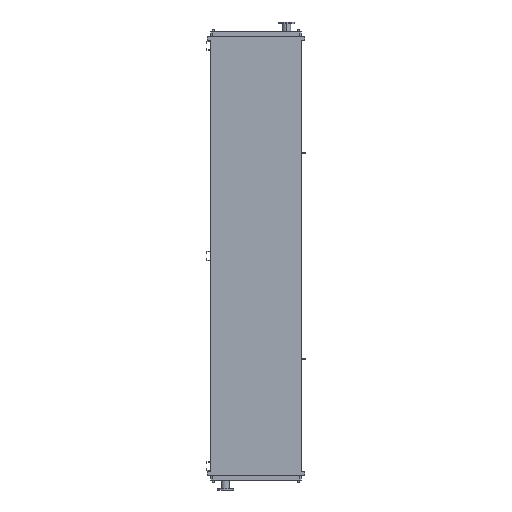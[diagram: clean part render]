
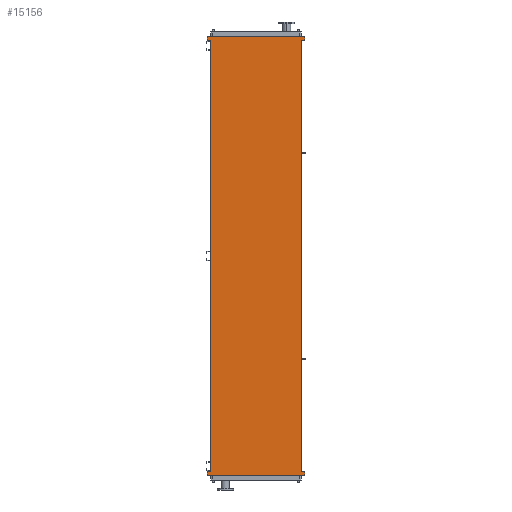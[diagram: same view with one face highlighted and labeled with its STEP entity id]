
A CAD part, front view. The second image highlights one B-rep face of the part: STEP entity #15156.
In plain terms, the highlighted planar face has unit normal (0, -1, 0).
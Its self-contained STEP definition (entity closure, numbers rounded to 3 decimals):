
#111 = LINE ( 'NONE', #12016, #4572 ) ;
#254 = DIRECTION ( 'NONE',  ( 0., -1., 0. ) ) ;
#355 = LINE ( 'NONE', #3003, #6931 ) ;
#656 = LINE ( 'NONE', #13721, #5099 ) ;
#815 = CARTESIAN_POINT ( 'NONE',  ( 605., 0., -5693. ) ) ;
#1054 = VERTEX_POINT ( 'NONE', #2287 ) ;
#1076 = CARTESIAN_POINT ( 'NONE',  ( 651., 0., -5693. ) ) ;
#1248 = CARTESIAN_POINT ( 'NONE',  ( -605., 0., 43. ) ) ;
#1302 = DIRECTION ( 'NONE',  ( 0., 0., -1. ) ) ;
#1719 = VERTEX_POINT ( 'NONE', #1248 ) ;
#1967 = VERTEX_POINT ( 'NONE', #815 ) ;
#2082 = VECTOR ( 'NONE', #1302, 1000. ) ;
#2114 = LINE ( 'NONE', #6876, #6727 ) ;
#2287 = CARTESIAN_POINT ( 'NONE',  ( 651., 0., -5693. ) ) ;
#2419 = ORIENTED_EDGE ( 'NONE', *, *, #11747, .F. ) ;
#2476 = ORIENTED_EDGE ( 'NONE', *, *, #11562, .F. ) ;
#2499 = LINE ( 'NONE', #10672, #2614 ) ;
#2614 = VECTOR ( 'NONE', #2665, 1000. ) ;
#2665 = DIRECTION ( 'NONE',  ( 0., 0., 1. ) ) ;
#2707 = VERTEX_POINT ( 'NONE', #4036 ) ;
#3003 = CARTESIAN_POINT ( 'NONE',  ( -651., 0., -5693. ) ) ;
#3106 = LINE ( 'NONE', #12818, #3800 ) ;
#3185 = EDGE_CURVE ( 'NONE', #1719, #7762, #11173, .T. ) ;
#3317 = EDGE_CURVE ( 'NONE', #1967, #9243, #12481, .T. ) ;
#3356 = EDGE_CURVE ( 'NONE', #9531, #4011, #656, .T. ) ;
#3653 = EDGE_CURVE ( 'NONE', #1054, #5417, #10724, .T. ) ;
#3671 = VERTEX_POINT ( 'NONE', #5843 ) ;
#3700 = CARTESIAN_POINT ( 'NONE',  ( -651., 0., -5693. ) ) ;
#3800 = VECTOR ( 'NONE', #7857, 1000. ) ;
#3862 = EDGE_LOOP ( 'NONE', ( #9650, #2419, #15367, #2476, #5835, #14443, #5711, #11027, #13311, #11115, #13576, #13703 ) ) ;
#3954 = EDGE_CURVE ( 'NONE', #1967, #1054, #6652, .T. ) ;
#4011 = VERTEX_POINT ( 'NONE', #5705 ) ;
#4036 = CARTESIAN_POINT ( 'NONE',  ( -605., 0., -5693. ) ) ;
#4114 = LINE ( 'NONE', #9720, #14257 ) ;
#4192 = CARTESIAN_POINT ( 'NONE',  ( 651., 0., -5745. ) ) ;
#4305 = CARTESIAN_POINT ( 'NONE',  ( 651., 0., 95. ) ) ;
#4572 = VECTOR ( 'NONE', #4869, 1000. ) ;
#4758 = CARTESIAN_POINT ( 'NONE',  ( 651., 0., -5745. ) ) ;
#4835 = EDGE_CURVE ( 'NONE', #2707, #1719, #3106, .T. ) ;
#4842 = VECTOR ( 'NONE', #13321, 1000. ) ;
#4869 = DIRECTION ( 'NONE',  ( 0., 0., 1. ) ) ;
#5012 = DIRECTION ( 'NONE',  ( 0., 0., -1. ) ) ;
#5099 = VECTOR ( 'NONE', #5485, 1000. ) ;
#5417 = VERTEX_POINT ( 'NONE', #4192 ) ;
#5418 = CARTESIAN_POINT ( 'NONE',  ( -651., 0., 43. ) ) ;
#5485 = DIRECTION ( 'NONE',  ( 0., 0., -1. ) ) ;
#5705 = CARTESIAN_POINT ( 'NONE',  ( 651., 0., 43. ) ) ;
#5711 = ORIENTED_EDGE ( 'NONE', *, *, #4835, .F. ) ;
#5835 = ORIENTED_EDGE ( 'NONE', *, *, #5951, .F. ) ;
#5843 = CARTESIAN_POINT ( 'NONE',  ( -651., 0., -5745. ) ) ;
#5951 = EDGE_CURVE ( 'NONE', #7762, #10574, #111, .T. ) ;
#6191 = PLANE ( 'NONE',  #8740 ) ;
#6580 = VECTOR ( 'NONE', #11389, 1000. ) ;
#6585 = DIRECTION ( 'NONE',  ( 0., 0., 1. ) ) ;
#6652 = LINE ( 'NONE', #9989, #6580 ) ;
#6727 = VECTOR ( 'NONE', #7890, 1000. ) ;
#6806 = CARTESIAN_POINT ( 'NONE',  ( 605., 0., -5650. ) ) ;
#6876 = CARTESIAN_POINT ( 'NONE',  ( 651., 0., 95. ) ) ;
#6931 = VECTOR ( 'NONE', #11022, 1000. ) ;
#6953 = CARTESIAN_POINT ( 'NONE',  ( 605., 0., 43. ) ) ;
#7025 = VERTEX_POINT ( 'NONE', #3700 ) ;
#7196 = FACE_OUTER_BOUND ( 'NONE', #3862, .T. ) ;
#7399 = DIRECTION ( 'NONE',  ( -1., 0., 0. ) ) ;
#7762 = VERTEX_POINT ( 'NONE', #12114 ) ;
#7857 = DIRECTION ( 'NONE',  ( 0., 0., 1. ) ) ;
#7890 = DIRECTION ( 'NONE',  ( 1., 0., 0. ) ) ;
#8144 = EDGE_CURVE ( 'NONE', #3671, #7025, #2499, .T. ) ;
#8178 = EDGE_CURVE ( 'NONE', #5417, #3671, #8572, .T. ) ;
#8572 = LINE ( 'NONE', #4758, #4842 ) ;
#8740 = AXIS2_PLACEMENT_3D ( 'NONE', #10926, #254, #5012 ) ;
#9243 = VERTEX_POINT ( 'NONE', #6953 ) ;
#9531 = VERTEX_POINT ( 'NONE', #4305 ) ;
#9650 = ORIENTED_EDGE ( 'NONE', *, *, #3317, .T. ) ;
#9720 = CARTESIAN_POINT ( 'NONE',  ( 605., 0., 43. ) ) ;
#9989 = CARTESIAN_POINT ( 'NONE',  ( 605., 0., -5693. ) ) ;
#10048 = CARTESIAN_POINT ( 'NONE',  ( -651., 0., 95. ) ) ;
#10574 = VERTEX_POINT ( 'NONE', #10048 ) ;
#10672 = CARTESIAN_POINT ( 'NONE',  ( -651., 0., -5745. ) ) ;
#10724 = LINE ( 'NONE', #1076, #2082 ) ;
#10926 = CARTESIAN_POINT ( 'NONE',  ( -605., 0., -5650. ) ) ;
#11022 = DIRECTION ( 'NONE',  ( 1., 0., 0. ) ) ;
#11027 = ORIENTED_EDGE ( 'NONE', *, *, #14261, .F. ) ;
#11115 = ORIENTED_EDGE ( 'NONE', *, *, #8178, .F. ) ;
#11173 = LINE ( 'NONE', #5418, #11546 ) ;
#11389 = DIRECTION ( 'NONE',  ( 1., 0., 0. ) ) ;
#11546 = VECTOR ( 'NONE', #14893, 1000. ) ;
#11562 = EDGE_CURVE ( 'NONE', #10574, #9531, #2114, .T. ) ;
#11747 = EDGE_CURVE ( 'NONE', #4011, #9243, #4114, .T. ) ;
#12016 = CARTESIAN_POINT ( 'NONE',  ( -651., 0., 95. ) ) ;
#12114 = CARTESIAN_POINT ( 'NONE',  ( -651., 0., 43. ) ) ;
#12481 = LINE ( 'NONE', #6806, #15025 ) ;
#12818 = CARTESIAN_POINT ( 'NONE',  ( -605., 0., -5650. ) ) ;
#13311 = ORIENTED_EDGE ( 'NONE', *, *, #8144, .F. ) ;
#13321 = DIRECTION ( 'NONE',  ( -1., 0., 0. ) ) ;
#13576 = ORIENTED_EDGE ( 'NONE', *, *, #3653, .F. ) ;
#13703 = ORIENTED_EDGE ( 'NONE', *, *, #3954, .F. ) ;
#13721 = CARTESIAN_POINT ( 'NONE',  ( 651., 0., 43. ) ) ;
#14257 = VECTOR ( 'NONE', #7399, 1000. ) ;
#14261 = EDGE_CURVE ( 'NONE', #7025, #2707, #355, .T. ) ;
#14443 = ORIENTED_EDGE ( 'NONE', *, *, #3185, .F. ) ;
#14893 = DIRECTION ( 'NONE',  ( -1., 0., 0. ) ) ;
#15025 = VECTOR ( 'NONE', #6585, 1000. ) ;
#15156 = ADVANCED_FACE ( 'NONE', ( #7196 ), #6191, .T. ) ;
#15367 = ORIENTED_EDGE ( 'NONE', *, *, #3356, .F. ) ;
